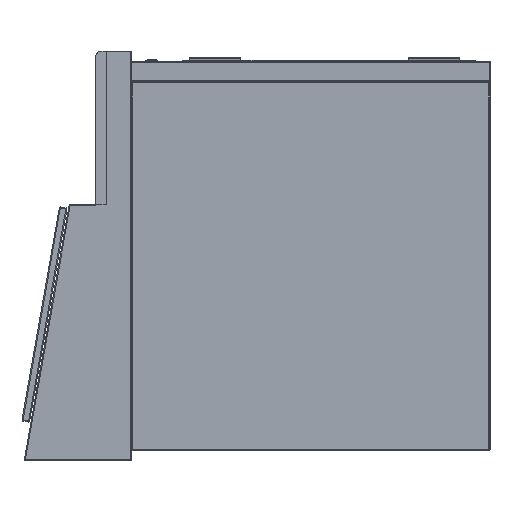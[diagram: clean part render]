
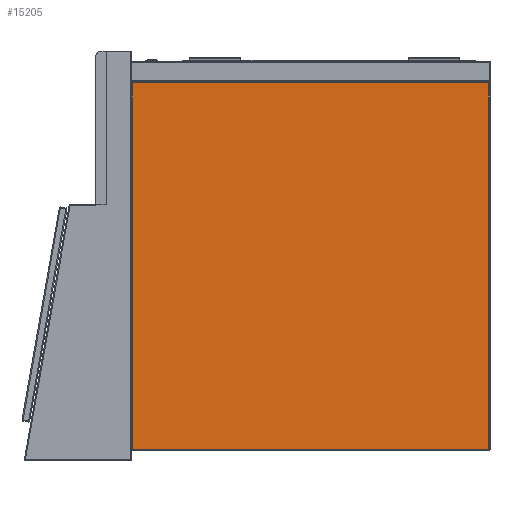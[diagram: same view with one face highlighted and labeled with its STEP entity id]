
A CAD part, left-side view. The second image highlights one B-rep face of the part: STEP entity #15205.
In plain terms, the highlighted planar face has unit normal (-1, 0, 0).
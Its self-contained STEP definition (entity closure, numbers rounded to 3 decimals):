
#837 = EDGE_CURVE ( 'NONE', #10554, #10496, #36799, .T. ) ;
#2061 = CARTESIAN_POINT ( 'NONE',  ( -660., 348., -760. ) ) ;
#2245 = CARTESIAN_POINT ( 'NONE',  ( -660., 348., -42. ) ) ;
#4958 = ORIENTED_EDGE ( 'NONE', *, *, #30274, .T. ) ;
#6833 = EDGE_CURVE ( 'NONE', #10496, #7627, #14380, .T. ) ;
#7627 = VERTEX_POINT ( 'NONE', #31160 ) ;
#8551 = DIRECTION ( 'NONE',  ( -1., 0., 0. ) ) ;
#8567 = AXIS2_PLACEMENT_3D ( 'NONE', #16817, #8551, #29931 ) ;
#8697 = CARTESIAN_POINT ( 'NONE',  ( -660., 350., -42. ) ) ;
#9435 = VECTOR ( 'NONE', #17960, 1000. ) ;
#10496 = VERTEX_POINT ( 'NONE', #2245 ) ;
#10554 = VERTEX_POINT ( 'NONE', #21146 ) ;
#13592 = ORIENTED_EDGE ( 'NONE', *, *, #33944, .T. ) ;
#14380 = LINE ( 'NONE', #2061, #33468 ) ;
#15205 = ADVANCED_FACE ( 'Fl�che7', ( #27266 ), #32424, .T. ) ;
#16774 = CARTESIAN_POINT ( 'NONE',  ( -660., -348., -758. ) ) ;
#16817 = CARTESIAN_POINT ( 'NONE',  ( -660., -350., -760. ) ) ;
#17960 = DIRECTION ( 'NONE',  ( 0., 0., 1. ) ) ;
#18481 = CARTESIAN_POINT ( 'NONE',  ( -660., -350., -758. ) ) ;
#21146 = CARTESIAN_POINT ( 'NONE',  ( -660., -348., -42. ) ) ;
#21381 = LINE ( 'NONE', #18481, #24721 ) ;
#22363 = EDGE_LOOP ( 'NONE', ( #4958, #22399, #30085, #13592 ) ) ;
#22399 = ORIENTED_EDGE ( 'NONE', *, *, #837, .T. ) ;
#24093 = VERTEX_POINT ( 'NONE', #16774 ) ;
#24721 = VECTOR ( 'NONE', #40425, 1000. ) ;
#27266 = FACE_OUTER_BOUND ( 'NONE', #22363, .T. ) ;
#28052 = CARTESIAN_POINT ( 'NONE',  ( -660., -348., -760. ) ) ;
#29931 = DIRECTION ( 'NONE',  ( 0., 0., 1. ) ) ;
#30085 = ORIENTED_EDGE ( 'NONE', *, *, #6833, .T. ) ;
#30274 = EDGE_CURVE ( 'NONE', #24093, #10554, #36635, .T. ) ;
#31160 = CARTESIAN_POINT ( 'NONE',  ( -660., 348., -758. ) ) ;
#32375 = VECTOR ( 'NONE', #40076, 1000. ) ;
#32424 = PLANE ( 'NONE',  #8567 ) ;
#33468 = VECTOR ( 'NONE', #39605, 1000. ) ;
#33944 = EDGE_CURVE ( 'NONE', #7627, #24093, #21381, .T. ) ;
#36635 = LINE ( 'NONE', #28052, #9435 ) ;
#36799 = LINE ( 'NONE', #8697, #32375 ) ;
#39605 = DIRECTION ( 'NONE',  ( 0., 0., -1. ) ) ;
#40076 = DIRECTION ( 'NONE',  ( 0., 1., 0. ) ) ;
#40425 = DIRECTION ( 'NONE',  ( 0., -1., 0. ) ) ;
